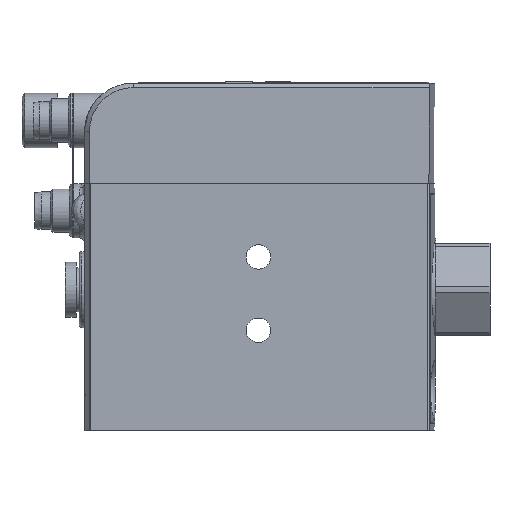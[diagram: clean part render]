
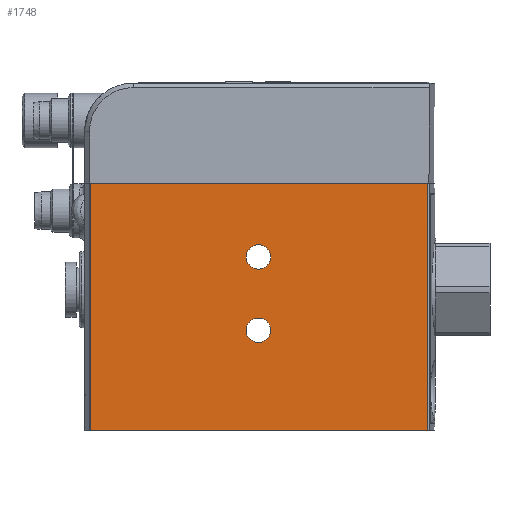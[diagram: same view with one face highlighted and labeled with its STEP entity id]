
A CAD part, left-side view. The second image highlights one B-rep face of the part: STEP entity #1748.
In plain terms, the highlighted planar face has unit normal (-1, 0, 0).
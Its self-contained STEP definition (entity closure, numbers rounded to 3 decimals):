
#1748=ADVANCED_FACE('NONE',(#3505,#3506,#3507),#3508,.T.);
#3505=FACE_OUTER_BOUND('',#7269,.T.);
#3506=FACE_BOUND('',#7270,.T.);
#3507=FACE_BOUND('',#7271,.T.);
#3508=PLANE('',#7272);
#7269=EDGE_LOOP('',(#11625,#11626,#11627,#11628));
#7270=EDGE_LOOP('',(#11629,#11630));
#7271=EDGE_LOOP('',(#11631,#11632));
#7272=AXIS2_PLACEMENT_3D('',#11633,#11634,#11635);
#11625=ORIENTED_EDGE('',*,*,#13635,.F.);
#11626=ORIENTED_EDGE('',*,*,#13636,.T.);
#11627=ORIENTED_EDGE('',*,*,#13637,.T.);
#11628=ORIENTED_EDGE('',*,*,#13603,.T.);
#11629=ORIENTED_EDGE('',*,*,#13587,.T.);
#11630=ORIENTED_EDGE('',*,*,#13356,.T.);
#11631=ORIENTED_EDGE('',*,*,#13584,.T.);
#11632=ORIENTED_EDGE('',*,*,#13361,.T.);
#11633=CARTESIAN_POINT('',(-12.495,-31.688,45.5));
#11634=DIRECTION('',(-1.0,0.0,0.));
#11635=DIRECTION('',(0.0,1.0,0.0));
#13356=EDGE_CURVE('NONE',#15928,#15929,#15930,.T.);
#13361=EDGE_CURVE('NONE',#15937,#15938,#15939,.T.);
#13584=EDGE_CURVE('NONE',#15938,#15937,#16264,.T.);
#13587=EDGE_CURVE('NONE',#15929,#15928,#16267,.T.);
#13603=EDGE_CURVE('NONE',#16285,#16289,#16291,.T.);
#13635=EDGE_CURVE('NONE',#16333,#16289,#16334,.T.);
#13636=EDGE_CURVE('NONE',#16333,#16335,#16336,.T.);
#13637=EDGE_CURVE('NONE',#16335,#16285,#16337,.T.);
#15928=VERTEX_POINT('NONE',#20723);
#15929=VERTEX_POINT('NONE',#20724);
#15930=CIRCLE('',#20725,2.25);
#15937=VERTEX_POINT('NONE',#20734);
#15938=VERTEX_POINT('NONE',#20735);
#15939=CIRCLE('',#20736,2.25);
#16264=CIRCLE('',#21451,2.25);
#16267=CIRCLE('',#21454,2.25);
#16285=VERTEX_POINT('NONE',#21477);
#16289=VERTEX_POINT('NONE',#21482);
#16291=LINE('',#21484,#21485);
#16333=VERTEX_POINT('NONE',#21544);
#16334=LINE('',#21545,#21546);
#16335=VERTEX_POINT('NONE',#21547);
#16336=LINE('',#21548,#21549);
#16337=LINE('',#21550,#21551);
#20723=CARTESIAN_POINT('',(-12.495,-0.312,20.75));
#20724=CARTESIAN_POINT('',(-12.495,-0.312,16.25));
#20725=AXIS2_PLACEMENT_3D('',#23089,#23090,#23091);
#20734=CARTESIAN_POINT('',(-12.495,-0.312,34.25));
#20735=CARTESIAN_POINT('',(-12.495,-0.312,29.75));
#20736=AXIS2_PLACEMENT_3D('',#23097,#23098,#23099);
#21451=AXIS2_PLACEMENT_3D('',#23386,#23387,#23388);
#21454=AXIS2_PLACEMENT_3D('',#23392,#23393,#23394);
#21477=CARTESIAN_POINT('',(-12.495,30.564,45.5));
#21482=CARTESIAN_POINT('',(-12.495,30.564,0.));
#21484=CARTESIAN_POINT('',(-12.495,30.564,45.5));
#21485=VECTOR('',#23416,1000.0);
#21544=CARTESIAN_POINT('',(-12.495,-31.437,0.));
#21545=CARTESIAN_POINT('',(-12.495,-31.688,0.));
#21546=VECTOR('',#23446,1000.0);
#21547=CARTESIAN_POINT('',(-12.495,-31.437,45.5));
#21548=CARTESIAN_POINT('',(-12.495,-31.437,45.5));
#21549=VECTOR('',#23447,1000.0);
#21550=CARTESIAN_POINT('',(-12.495,-31.688,45.5));
#21551=VECTOR('',#23448,1000.0);
#23089=CARTESIAN_POINT('',(-12.495,-0.312,18.5));
#23090=DIRECTION('',(1.0,0.0,0.));
#23091=DIRECTION('',(0.,0.0,-1.0));
#23097=CARTESIAN_POINT('',(-12.495,-0.312,32.0));
#23098=DIRECTION('',(1.0,0.0,0.));
#23099=DIRECTION('',(0.,0.0,-1.0));
#23386=CARTESIAN_POINT('',(-12.495,-0.312,32.0));
#23387=DIRECTION('',(1.0,0.0,0.));
#23388=DIRECTION('',(0.,0.0,-1.0));
#23392=CARTESIAN_POINT('',(-12.495,-0.312,18.5));
#23393=DIRECTION('',(1.0,0.0,0.));
#23394=DIRECTION('',(0.,0.0,-1.0));
#23416=DIRECTION('',(0.,0.0,-1.0));
#23446=DIRECTION('',(0.0,1.0,0.0));
#23447=DIRECTION('',(0.,-0.0,1.0));
#23448=DIRECTION('',(0.0,1.0,0.0));
